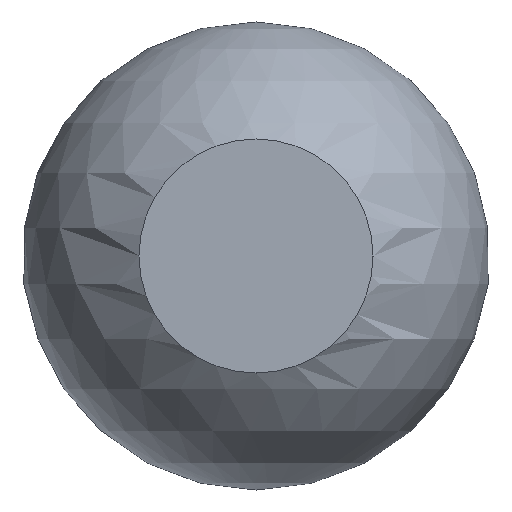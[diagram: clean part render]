
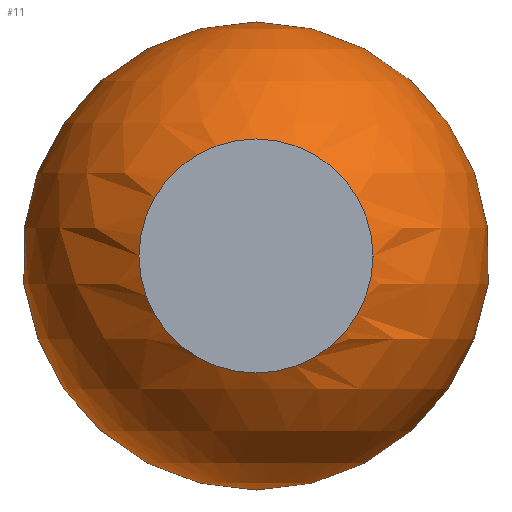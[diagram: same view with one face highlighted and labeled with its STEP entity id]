
A CAD part, front view. The second image highlights one B-rep face of the part: STEP entity #11.
In plain terms, the highlighted spherical face has radius 5 mm.
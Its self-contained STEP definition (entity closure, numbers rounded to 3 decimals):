
#6 = DIRECTION ( 'NONE',  ( 0., 0., -1. ) ) ;
#11 = ADVANCED_FACE ( 'NONE', ( #136 ), #199, .T. ) ;
#29 = DIRECTION ( 'NONE',  ( -1., 0., 0. ) ) ;
#30 = CIRCLE ( 'NONE', #171, 2.5 ) ;
#33 = CARTESIAN_POINT ( 'NONE',  ( 0., 20., 0. ) ) ;
#41 = EDGE_LOOP ( 'NONE', ( #145 ) ) ;
#51 = CARTESIAN_POINT ( 'NONE',  ( 0., 20., -2.5 ) ) ;
#60 = CARTESIAN_POINT ( 'NONE',  ( 0., 24.33, 0. ) ) ;
#86 = AXIS2_PLACEMENT_3D ( 'NONE', #60, #6, #29 ) ;
#91 = VERTEX_POINT ( 'NONE', #51 ) ;
#136 = FACE_OUTER_BOUND ( 'NONE', #41, .T. ) ;
#145 = ORIENTED_EDGE ( 'NONE', *, *, #183, .F. ) ;
#161 = DIRECTION ( 'NONE',  ( 0., 0., -1. ) ) ;
#171 = AXIS2_PLACEMENT_3D ( 'NONE', #33, #176, #161 ) ;
#176 = DIRECTION ( 'NONE',  ( 0., -1., 0. ) ) ;
#183 = EDGE_CURVE ( 'NONE', #91, #91, #30, .T. ) ;
#199 = SPHERICAL_SURFACE ( 'NONE', #86, 5. ) ;
